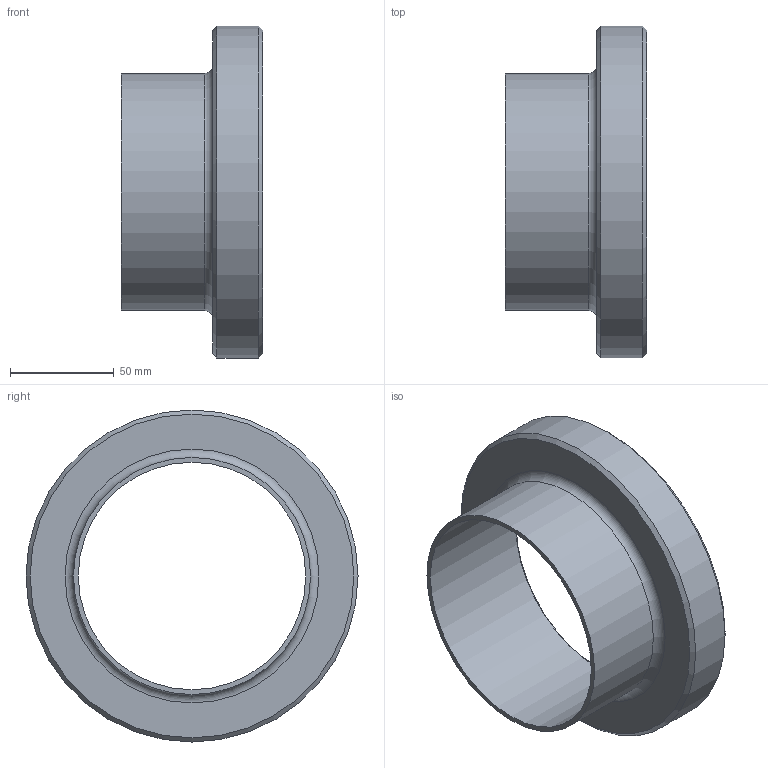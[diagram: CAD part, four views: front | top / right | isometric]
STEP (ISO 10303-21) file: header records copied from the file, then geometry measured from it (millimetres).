
FILE_DESCRIPTION(/* description */ ('PharmCom Gewindestutzen ISO DIN11864-A 33,7-114,3'),/* implementation_level */ '2;1');
FILE_NAME(/* name */ '10108100X000.stp',/* time_stamp */ '2018-03-22T07:27:35+01:00',/* author */ ('sletas'),/* organization */ (''),/* preprocessor_version */ 'ST-DEVELOPER v15.6',/* originating_system */ 'Autodesk Inventor 2015',/* authorisation */ '');
FILE_SCHEMA (('AUTOMOTIVE_DESIGN { 1 0 10303 214 3 1 1 }'));
Length unit declared in the file: millimetre
Products named in the file (1): ENG-012135
Bounding box: 68 x 160 x 160 mm (x, y, z)
Volume: 226810.3 mm3; surface area: 71886.8 mm2
Topology: 1 solids, 1 shells, 18 faces, 31 edges, 18 vertices
Faces by surface type: torus 6, plane 5, cylinder 4, cone 3
Full cylindrical faces by diameter (mm): 109.7 x1, 114.3 x1, 142 x1, 160 x1
Entity records: 392 total; most frequent: DIRECTION 74, CARTESIAN_POINT 55, AXIS2_PLACEMENT_3D 37, EDGE_LOOP 36, ORIENTED_EDGE 36, FACE_BOUND 18, FACE_OUTER_BOUND 18, CIRCLE 18
